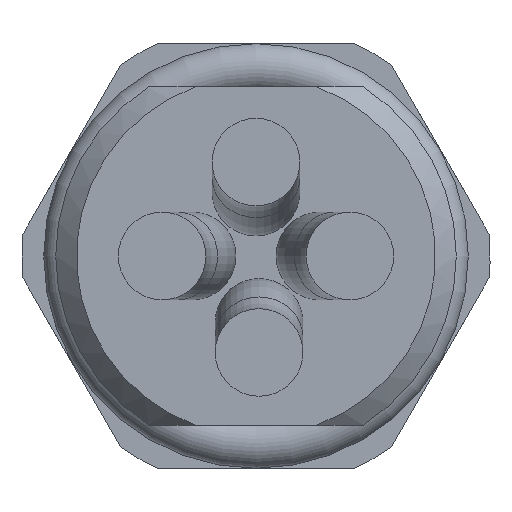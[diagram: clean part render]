
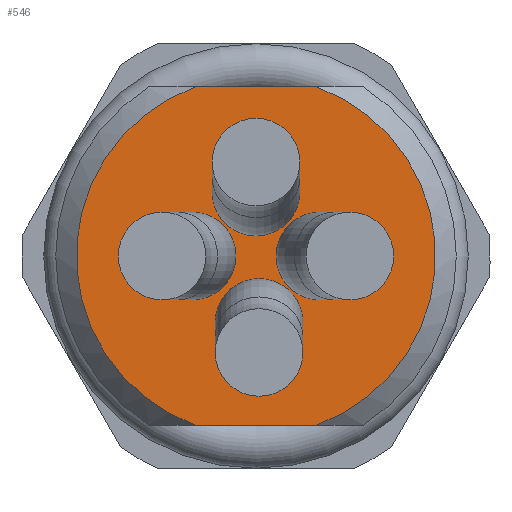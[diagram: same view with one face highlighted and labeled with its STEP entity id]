
A CAD part, front view. The second image highlights one B-rep face of the part: STEP entity #546.
In plain terms, the highlighted planar face has unit normal (0, -1, 0).
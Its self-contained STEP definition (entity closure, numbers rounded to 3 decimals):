
#546=ADVANCED_FACE('',(#1224,#1225,#1226,#1227,#1228),#731,.T.);
#731=PLANE('',#3471);
#837=LINE('',#4757,#1018);
#838=LINE('',#4761,#1019);
#1018=VECTOR('',#3881,1.);
#1019=VECTOR('',#3884,1.);
#1224=FACE_BOUND('',#1360,.T.);
#1225=FACE_BOUND('',#1361,.T.);
#1226=FACE_BOUND('',#1362,.T.);
#1227=FACE_BOUND('',#1363,.T.);
#1228=FACE_BOUND('',#1364,.T.);
#1360=EDGE_LOOP('',(#1745,#1746,#1747,#1748));
#1361=EDGE_LOOP('',(#1749));
#1362=EDGE_LOOP('',(#1750));
#1363=EDGE_LOOP('',(#1751));
#1364=EDGE_LOOP('',(#1752));
#1745=ORIENTED_EDGE('',*,*,#2906,.F.);
#1746=ORIENTED_EDGE('',*,*,#2907,.T.);
#1747=ORIENTED_EDGE('',*,*,#2908,.F.);
#1748=ORIENTED_EDGE('',*,*,#2904,.T.);
#1749=ORIENTED_EDGE('',*,*,#2909,.T.);
#1750=ORIENTED_EDGE('',*,*,#2910,.T.);
#1751=ORIENTED_EDGE('',*,*,#2911,.T.);
#1752=ORIENTED_EDGE('',*,*,#2912,.T.);
#2565=VERTEX_POINT('',#4749);
#2566=VERTEX_POINT('',#4751);
#2567=VERTEX_POINT('',#4758);
#2568=VERTEX_POINT('',#4760);
#2569=VERTEX_POINT('',#4763);
#2570=VERTEX_POINT('',#4765);
#2571=VERTEX_POINT('',#4767);
#2572=VERTEX_POINT('',#4769);
#2904=EDGE_CURVE('',#2566,#2565,#3309,.T.);
#2906=EDGE_CURVE('',#2567,#2565,#837,.T.);
#2907=EDGE_CURVE('',#2567,#2568,#3310,.T.);
#2908=EDGE_CURVE('',#2566,#2568,#838,.T.);
#2909=EDGE_CURVE('',#2569,#2569,#3311,.T.);
#2910=EDGE_CURVE('',#2570,#2570,#3312,.T.);
#2911=EDGE_CURVE('',#2571,#2571,#3313,.T.);
#2912=EDGE_CURVE('',#2572,#2572,#3314,.T.);
#3309=CIRCLE('',#3464,7.172);
#3310=CIRCLE('',#3466,7.172);
#3311=CIRCLE('',#3467,1.75);
#3312=CIRCLE('',#3468,1.75);
#3313=CIRCLE('',#3469,1.75);
#3314=CIRCLE('',#3470,1.75);
#3464=AXIS2_PLACEMENT_3D('',#4750,#3877,#3878);
#3466=AXIS2_PLACEMENT_3D('',#4759,#3882,#3883);
#3467=AXIS2_PLACEMENT_3D('',#4762,#3885,#3886);
#3468=AXIS2_PLACEMENT_3D('',#4764,#3887,#3888);
#3469=AXIS2_PLACEMENT_3D('',#4766,#3889,#3890);
#3470=AXIS2_PLACEMENT_3D('',#4768,#3891,#3892);
#3471=AXIS2_PLACEMENT_3D('',#4770,#3893,#3894);
#3877=DIRECTION('',(0.,-1.,0.));
#3878=DIRECTION('',(0.,0.,-1.));
#3881=DIRECTION('',(1.,0.,0.));
#3882=DIRECTION('',(0.,-1.,0.));
#3883=DIRECTION('',(0.,0.,-1.));
#3884=DIRECTION('',(-1.,0.,0.));
#3885=DIRECTION('',(0.,1.,0.));
#3886=DIRECTION('',(0.,0.,-1.));
#3887=DIRECTION('',(0.,1.,0.));
#3888=DIRECTION('',(0.,0.,-1.));
#3889=DIRECTION('',(0.,1.,0.));
#3890=DIRECTION('',(0.,0.,-1.));
#3891=DIRECTION('',(0.,1.,0.));
#3892=DIRECTION('',(0.,0.,-1.));
#3893=DIRECTION('',(0.,-1.,0.));
#3894=DIRECTION('',(0.,0.,-1.));
#4749=CARTESIAN_POINT('',(52.424,50.,6.75));
#4750=CARTESIAN_POINT('',(50.,50.,0.));
#4751=CARTESIAN_POINT('',(52.424,50.,-6.75));
#4757=CARTESIAN_POINT('',(55.85,50.,6.75));
#4758=CARTESIAN_POINT('',(47.576,50.,6.75));
#4759=CARTESIAN_POINT('',(50.,50.,0.));
#4760=CARTESIAN_POINT('',(47.576,50.,-6.75));
#4761=CARTESIAN_POINT('',(55.85,50.,-6.75));
#4762=CARTESIAN_POINT('',(52.55,50.,0.));
#4763=CARTESIAN_POINT('',(52.55,50.,-1.75));
#4764=CARTESIAN_POINT('',(50.,50.,2.55));
#4765=CARTESIAN_POINT('',(50.,50.,0.8));
#4766=CARTESIAN_POINT('',(47.45,50.,0.));
#4767=CARTESIAN_POINT('',(47.45,50.,-1.75));
#4768=CARTESIAN_POINT('',(50.123,50.,-2.652));
#4769=CARTESIAN_POINT('',(50.123,50.,-4.402));
#4770=CARTESIAN_POINT('',(55.85,50.,0.));
